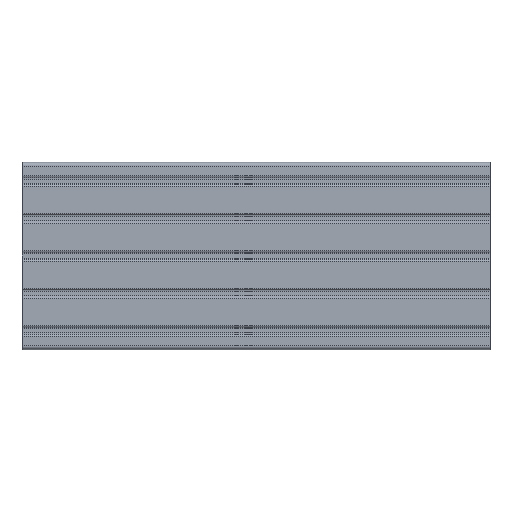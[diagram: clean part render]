
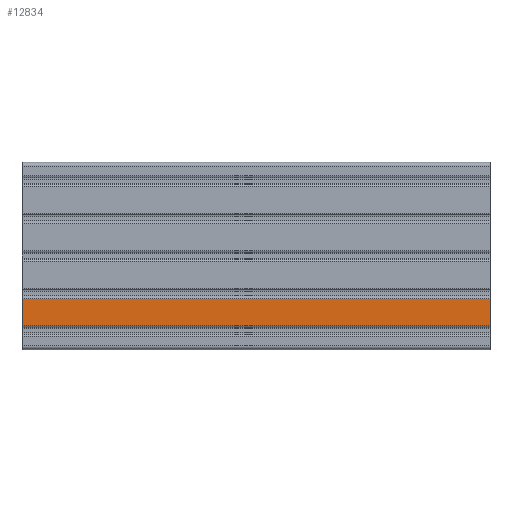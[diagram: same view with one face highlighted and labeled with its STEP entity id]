
A CAD part, front view. The second image highlights one B-rep face of the part: STEP entity #12834.
In plain terms, the highlighted planar face has unit normal (0, -1, 0).
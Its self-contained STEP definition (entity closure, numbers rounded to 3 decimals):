
#84 = EDGE_LOOP ( 'NONE', ( #3451, #2128, #1000, #2509 ) ) ;
#1000 = ORIENTED_EDGE ( 'NONE', *, *, #5160, .F. ) ;
#1155 = PLANE ( 'NONE',  #6998 ) ;
#1822 = VERTEX_POINT ( 'NONE', #2848 ) ;
#2097 = CARTESIAN_POINT ( 'NONE',  ( 1500., -40., 5025.5 ) ) ;
#2128 = ORIENTED_EDGE ( 'NONE', *, *, #9612, .F. ) ;
#2509 = ORIENTED_EDGE ( 'NONE', *, *, #4796, .T. ) ;
#2848 = CARTESIAN_POINT ( 'NONE',  ( 1500., -40., 5025.5 ) ) ;
#3018 = EDGE_CURVE ( 'NONE', #8051, #3135, #9803, .T. ) ;
#3094 = CARTESIAN_POINT ( 'NONE',  ( 1500., -40., 5054.5 ) ) ;
#3135 = VERTEX_POINT ( 'NONE', #3975 ) ;
#3367 = CARTESIAN_POINT ( 'NONE',  ( 1500., -40., 5025.5 ) ) ;
#3451 = ORIENTED_EDGE ( 'NONE', *, *, #3018, .T. ) ;
#3572 = VECTOR ( 'NONE', #8066, 1000. ) ;
#3975 = CARTESIAN_POINT ( 'NONE',  ( 2000., -40., 5054.5 ) ) ;
#4142 = LINE ( 'NONE', #3094, #3572 ) ;
#4166 = VECTOR ( 'NONE', #6564, 1000. ) ;
#4796 = EDGE_CURVE ( 'NONE', #1822, #8051, #11784, .T. ) ;
#5160 = EDGE_CURVE ( 'NONE', #1822, #9051, #12921, .T. ) ;
#5377 = DIRECTION ( 'NONE',  ( 0., 0., 1. ) ) ;
#5414 = CARTESIAN_POINT ( 'NONE',  ( 1500., -40., 5054.5 ) ) ;
#5656 = CARTESIAN_POINT ( 'NONE',  ( 1500., -40., 5025.5 ) ) ;
#6330 = DIRECTION ( 'NONE',  ( 0., 0., 1. ) ) ;
#6564 = DIRECTION ( 'NONE',  ( 0., 0., 1. ) ) ;
#6998 = AXIS2_PLACEMENT_3D ( 'NONE', #3367, #11801, #5377 ) ;
#8051 = VERTEX_POINT ( 'NONE', #8359 ) ;
#8066 = DIRECTION ( 'NONE',  ( 1., 0., 0. ) ) ;
#8359 = CARTESIAN_POINT ( 'NONE',  ( 2000., -40., 5025.5 ) ) ;
#8664 = DIRECTION ( 'NONE',  ( 1., 0., 0. ) ) ;
#9051 = VERTEX_POINT ( 'NONE', #5414 ) ;
#9582 = FACE_OUTER_BOUND ( 'NONE', #84, .T. ) ;
#9612 = EDGE_CURVE ( 'NONE', #9051, #3135, #4142, .T. ) ;
#9803 = LINE ( 'NONE', #11362, #12889 ) ;
#10933 = VECTOR ( 'NONE', #8664, 1000. ) ;
#11362 = CARTESIAN_POINT ( 'NONE',  ( 2000., -40., 5025.5 ) ) ;
#11784 = LINE ( 'NONE', #2097, #10933 ) ;
#11801 = DIRECTION ( 'NONE',  ( 0., 1., 0. ) ) ;
#12834 = ADVANCED_FACE ( 'NONE', ( #9582 ), #1155, .F. ) ;
#12889 = VECTOR ( 'NONE', #6330, 1000. ) ;
#12921 = LINE ( 'NONE', #5656, #4166 ) ;
